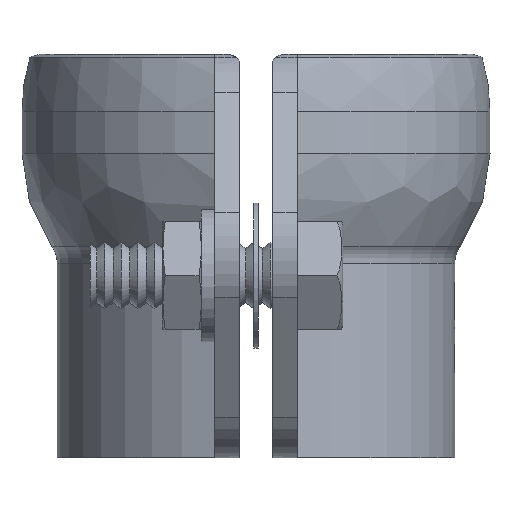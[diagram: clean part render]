
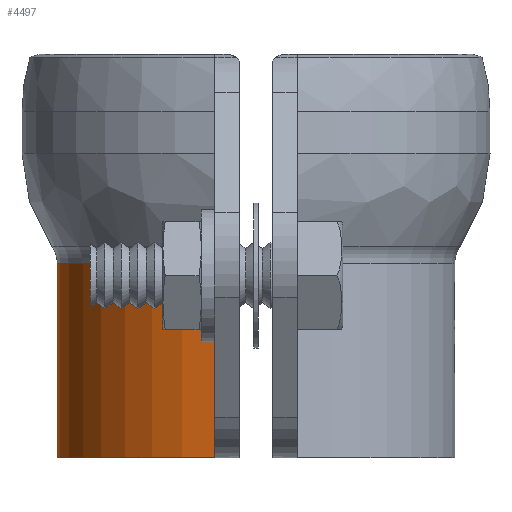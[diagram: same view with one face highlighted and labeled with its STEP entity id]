
A CAD part, left-side view. The second image highlights one B-rep face of the part: STEP entity #4497.
In plain terms, the highlighted cylindrical face has radius 240 mm (diameter 480 mm), a partial arc.
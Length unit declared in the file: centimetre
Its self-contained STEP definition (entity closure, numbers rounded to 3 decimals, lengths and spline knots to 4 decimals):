
#413=CIRCLE('',#4799,24.);
#426=CIRCLE('',#4821,24.);
#653=CYLINDRICAL_SURFACE('',#4822,24.);
#730=FACE_OUTER_BOUND('',#1023,.T.);
#1023=EDGE_LOOP('',(#3063,#3064,#3065,#3066));
#1342=LINE('',#6686,#1596);
#1355=LINE('',#6808,#1609);
#1596=VECTOR('',#5348,1.);
#1609=VECTOR('',#5403,1.);
#1850=VERTEX_POINT('',#6619);
#1851=VERTEX_POINT('',#6621);
#1862=VERTEX_POINT('',#6673);
#1883=VERTEX_POINT('',#6793);
#2294=EDGE_CURVE('',#1851,#1850,#413,.T.);
#2306=EDGE_CURVE('',#1862,#1850,#1342,.T.);
#2337=EDGE_CURVE('',#1883,#1862,#426,.T.);
#2338=EDGE_CURVE('',#1851,#1883,#1355,.T.);
#3063=ORIENTED_EDGE('',*,*,#2306,.F.);
#3064=ORIENTED_EDGE('',*,*,#2337,.F.);
#3065=ORIENTED_EDGE('',*,*,#2338,.F.);
#3066=ORIENTED_EDGE('',*,*,#2294,.T.);
#4497=ADVANCED_FACE('',(#730),#653,.T.);
#4799=AXIS2_PLACEMENT_3D('',#6622,#5337,#5338);
#4821=AXIS2_PLACEMENT_3D('',#6806,#5399,#5400);
#4822=AXIS2_PLACEMENT_3D('',#6807,#5401,#5402);
#5337=DIRECTION('center_axis',(0.,0.,
1.));
#5338=DIRECTION('ref_axis',(0.,1.,0.));
#5348=DIRECTION('',(0.,0.,-1.));
#5399=DIRECTION('center_axis',(0.,0.,
1.));
#5400=DIRECTION('ref_axis',(0.,1.,0.));
#5401=DIRECTION('center_axis',(0.,0.,
1.));
#5402=DIRECTION('ref_axis',(0.,1.,0.));
#5403=DIRECTION('',(0.,0.,1.));
#6619=CARTESIAN_POINT('',(-23.4734,5.,0.));
#6621=CARTESIAN_POINT('',(23.4734,5.,0.));
#6622=CARTESIAN_POINT('Origin',(0.,0.,
0.));
#6673=CARTESIAN_POINT('',(-23.4734,5.,23.4954));
#6686=CARTESIAN_POINT('',(-23.4734,5.,11.7477));
#6793=CARTESIAN_POINT('',(23.4734,5.,23.4954));
#6806=CARTESIAN_POINT('Origin',(0.,0.,
23.4954));
#6807=CARTESIAN_POINT('Origin',(0.,0.,
11.7477));
#6808=CARTESIAN_POINT('',(23.4734,5.,11.7477));
